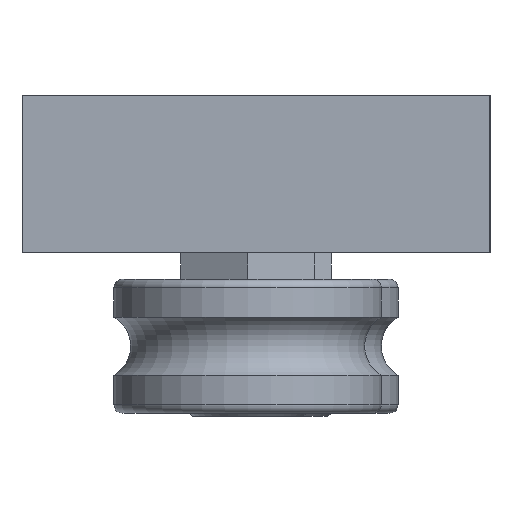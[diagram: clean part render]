
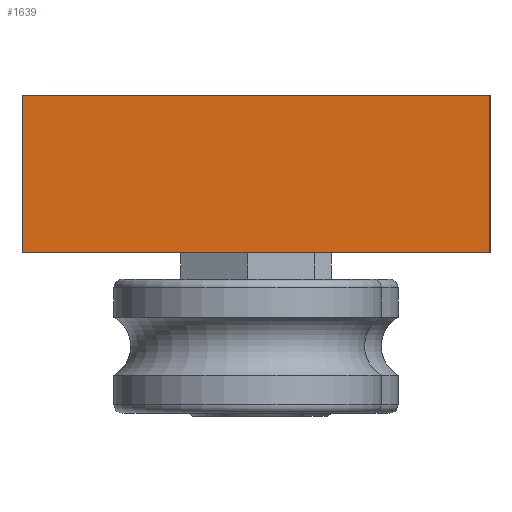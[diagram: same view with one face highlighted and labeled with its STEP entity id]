
A CAD part, left-side view. The second image highlights one B-rep face of the part: STEP entity #1639.
In plain terms, the highlighted planar face has unit normal (-1, 0, 0).
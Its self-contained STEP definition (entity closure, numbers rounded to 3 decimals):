
#194=PLANE('',#1915);
#263=FACE_OUTER_BOUND('',#380,.T.);
#380=EDGE_LOOP('',(#1236,#1237,#1238,#1239));
#504=LINE('',#2742,#610);
#507=LINE('',#2748,#613);
#508=LINE('',#2750,#614);
#509=LINE('',#2751,#615);
#610=VECTOR('',#2205,10.);
#613=VECTOR('',#2210,10.);
#614=VECTOR('',#2211,10.);
#615=VECTOR('',#2212,10.);
#831=VERTEX_POINT('',#2739);
#832=VERTEX_POINT('',#2741);
#834=VERTEX_POINT('',#2747);
#835=VERTEX_POINT('',#2749);
#986=EDGE_CURVE('',#831,#832,#504,.T.);
#989=EDGE_CURVE('',#834,#831,#507,.T.);
#990=EDGE_CURVE('',#835,#834,#508,.T.);
#991=EDGE_CURVE('',#835,#832,#509,.T.);
#1236=ORIENTED_EDGE('',*,*,#989,.F.);
#1237=ORIENTED_EDGE('',*,*,#990,.F.);
#1238=ORIENTED_EDGE('',*,*,#991,.T.);
#1239=ORIENTED_EDGE('',*,*,#986,.F.);
#1639=ADVANCED_FACE('',(#263),#194,.T.);
#1915=AXIS2_PLACEMENT_3D('',#2746,#2208,#2209);
#2205=DIRECTION('',(0.,1.,0.));
#2208=DIRECTION('center_axis',(-1.,0.,0.));
#2209=DIRECTION('ref_axis',(0.,-1.,0.));
#2210=DIRECTION('',(0.,0.,-1.));
#2211=DIRECTION('',(0.,-1.,0.));
#2212=DIRECTION('',(0.,0.,-1.));
#2739=CARTESIAN_POINT('',(-62.5,-14.,-4.7));
#2741=CARTESIAN_POINT('',(-62.5,14.,-4.7));
#2742=CARTESIAN_POINT('',(-62.5,-14.,-4.7));
#2746=CARTESIAN_POINT('Origin',(-62.5,14.,0.));
#2747=CARTESIAN_POINT('',(-62.5,-14.,4.7));
#2748=CARTESIAN_POINT('',(-62.5,-14.,0.));
#2749=CARTESIAN_POINT('',(-62.5,14.,4.7));
#2750=CARTESIAN_POINT('',(-62.5,-14.,4.7));
#2751=CARTESIAN_POINT('',(-62.5,14.,0.));
